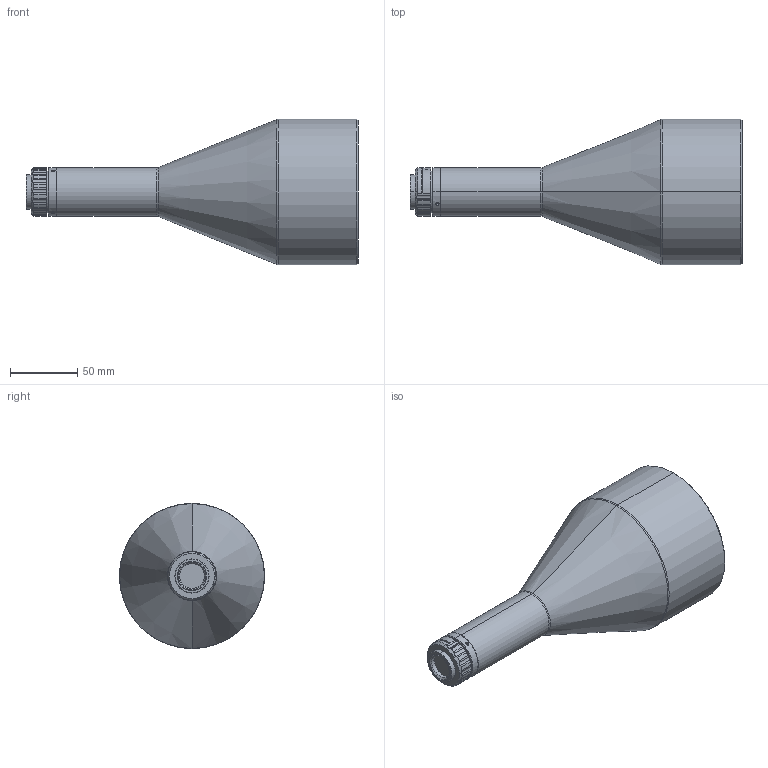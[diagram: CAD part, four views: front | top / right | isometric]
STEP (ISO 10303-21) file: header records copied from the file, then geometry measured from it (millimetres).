
FILE_DESCRIPTION (( 'STEP AP203' ), '1' );
FILE_NAME ('ＷＷK0275-220-111.STEP', '2019-11-13T07:12:00', ( 'Windows 用户' ), ( '' ), 'SwSTEP 2.0', 'SolidWorks 2017', '' );
FILE_SCHEMA (( 'CONFIG_CONTROL_DESIGN' ));
Length unit declared in the file: millimetre
Products named in the file (1): ｣ﾗ｣ﾗK0275-220-111
Bounding box: 246.66 x 108 x 108 mm (x, y, z)
Volume: 1030525.7 mm3; surface area: 64166.5 mm2
Topology: 1 solids, 1 shells, 114 faces, 286 edges, 180 vertices
Faces by surface type: cylinder 57, cone 34, plane 19, bspline 4
Entity records: 4020 total; most frequent: CARTESIAN_POINT 1322, ORIENTED_EDGE 568, DIRECTION 523, EDGE_CURVE 284, AXIS2_PLACEMENT_3D 213, VERTEX_POINT 180, EDGE_LOOP 124, FACE_OUTER_BOUND 114
